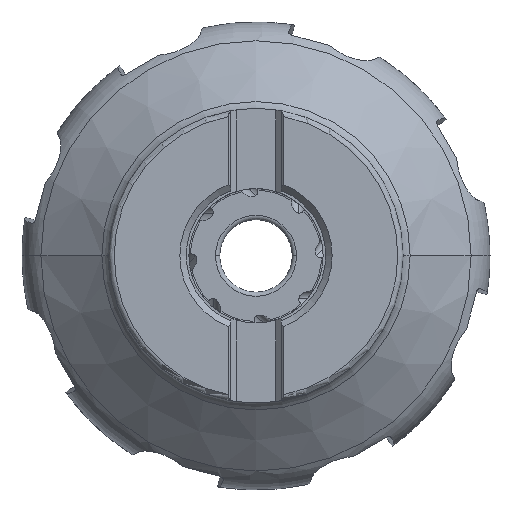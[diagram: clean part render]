
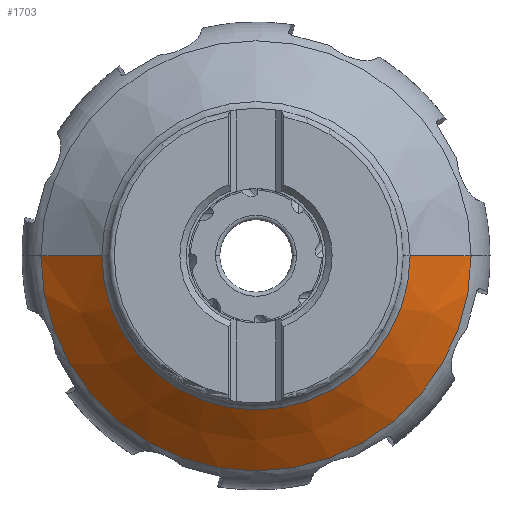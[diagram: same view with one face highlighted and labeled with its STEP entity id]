
A CAD part, top view. The second image highlights one B-rep face of the part: STEP entity #1703.
In plain terms, the highlighted conical face has half-angle 50 degrees and reference radius 34.908 mm.
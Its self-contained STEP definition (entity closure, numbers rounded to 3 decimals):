
#1703=ADVANCED_FACE('',(#2945),#2714,.T.);
#2714=CONICAL_SURFACE('',#21173,34.908,50.);
#2945=FACE_OUTER_BOUND('',#4129,.T.);
#4129=EDGE_LOOP('',(#9552,#9553,#9554,#9555));
#5292=LINE('',#37044,#6159);
#5293=LINE('',#37045,#6160);
#6159=VECTOR('',#23775,1.);
#6160=VECTOR('',#23776,1.);
#9552=ORIENTED_EDGE('',*,*,#17266,.T.);
#9553=ORIENTED_EDGE('',*,*,#17264,.T.);
#9554=ORIENTED_EDGE('',*,*,#17261,.F.);
#9555=ORIENTED_EDGE('',*,*,#17265,.F.);
#14971=VERTEX_POINT('',#35222);
#14972=VERTEX_POINT('',#35224);
#15094=VERTEX_POINT('',#37037);
#15095=VERTEX_POINT('',#37039);
#17261=EDGE_CURVE('',#15094,#15095,#19681,.T.);
#17264=EDGE_CURVE('',#14972,#15095,#5292,.T.);
#17265=EDGE_CURVE('',#14971,#15094,#5293,.T.);
#17266=EDGE_CURVE('',#14971,#14972,#19684,.T.);
#19681=CIRCLE('',#21166,29.146);
#19684=CIRCLE('',#21172,40.67);
#21166=AXIS2_PLACEMENT_3D('',#37038,#23765,#23766);
#21172=AXIS2_PLACEMENT_3D('',#37047,#23779,#23780);
#21173=AXIS2_PLACEMENT_3D('',#37048,#23781,#23782);
#23765=DIRECTION('',(0.,0.,1.));
#23766=DIRECTION('',(-1.,0.,0.));
#23775=DIRECTION('',(-0.766,0.,0.643));
#23776=DIRECTION('',(0.766,0.,0.643));
#23779=DIRECTION('',(0.,0.,1.));
#23780=DIRECTION('',(-1.,0.,0.));
#23781=DIRECTION('',(0.,0.,-1.));
#23782=DIRECTION('',(1.,0.,0.));
#35222=CARTESIAN_POINT('',(-40.67,0.,-25.804));
#35224=CARTESIAN_POINT('',(40.67,0.,-25.804));
#37037=CARTESIAN_POINT('',(-29.146,0.,-16.134));
#37038=CARTESIAN_POINT('',(0.,0.,-16.134));
#37039=CARTESIAN_POINT('',(29.146,0.,-16.134));
#37044=CARTESIAN_POINT('',(40.67,0.,-25.804));
#37045=CARTESIAN_POINT('',(-40.67,0.,-25.804));
#37047=CARTESIAN_POINT('',(0.,0.,-25.804));
#37048=CARTESIAN_POINT('',(0.,0.,-20.969));
